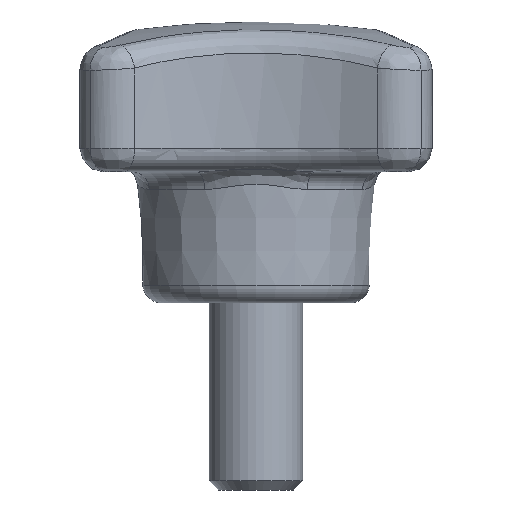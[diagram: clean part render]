
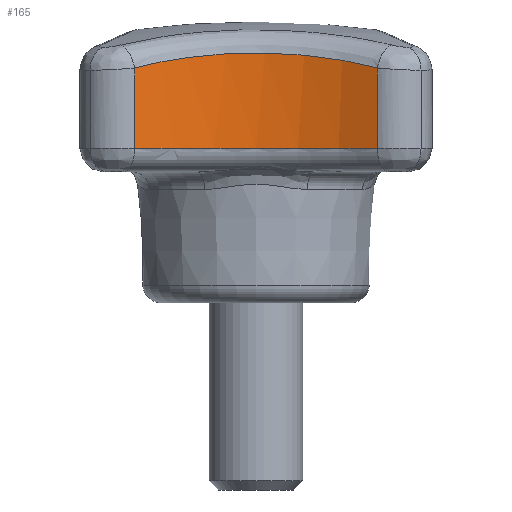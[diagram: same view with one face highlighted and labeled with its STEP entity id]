
A CAD part, left-side view. The second image highlights one B-rep face of the part: STEP entity #165.
In plain terms, the highlighted cylindrical face has radius 13.5 mm (diameter 27 mm), a partial arc.
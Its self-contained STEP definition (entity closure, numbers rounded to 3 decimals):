
#165 = ADVANCED_FACE( '', ( #340 ), #341, .F. );
#340 = FACE_OUTER_BOUND( '', #1961, .T. );
#341 = CYLINDRICAL_SURFACE( '', #1962, 13.5 );
#1961 = EDGE_LOOP( '', ( #3095, #3096, #3097, #3098 ) );
#1962 = AXIS2_PLACEMENT_3D( '', #3099, #3100, #3101 );
#3095 = ORIENTED_EDGE( '', *, *, #3328, .T. );
#3096 = ORIENTED_EDGE( '', *, *, #3301, .T. );
#3097 = ORIENTED_EDGE( '', *, *, #3282, .T. );
#3098 = ORIENTED_EDGE( '', *, *, #3248, .T. );
#3099 = CARTESIAN_POINT( '', ( -21., 0., 48.854 ) );
#3100 = DIRECTION( '', ( 0., 0., 1. ) );
#3101 = DIRECTION( '', ( -1., 0., 0. ) );
#3248 = EDGE_CURVE( '', #3461, #3466, #3468, .T. );
#3282 = EDGE_CURVE( '', #3520, #3461, #3521, .F. );
#3301 = EDGE_CURVE( '', #3529, #3520, #3543, .F. );
#3328 = EDGE_CURVE( '', #3466, #3529, #3574, .T. );
#3461 = VERTEX_POINT( '', #4141 );
#3466 = VERTEX_POINT( '', #4180 );
#3468 = B_SPLINE_CURVE_WITH_KNOTS( '', 3, ( #4182, #4183, #4184, #4185, #4186, #4187, #4188, #4189, #4190, #4191, #4192, #4193, #4194, #4195, #4196, #4197, #4198, #4199, #4200, #4201, #4202, #4203, #4204, #4205, #4206, #4207, #4208, #4209, #4210, #4211, #4212, #4213, #4214, #4215, #4216, #4217, #4218, #4219 ), .UNSPECIFIED., .F., .F., ( 4, 1, 1, 1, 2, 1, 1, 2, 2, 1, 1, 1, 2, 1, 1, 2, 2, 2, 1, 1, 2, 1, 2, 2, 1, 4 ), ( 0., 0.001, 0.002, 0.003, 0.003, 0.004, 0.004, 0.004, 0.004, 0.005, 0.006, 0.007, 0.008, 0.008, 0.008, 0.008, 0.008, 0.009, 0.01, 0.011, 0.012, 0.012, 0.012, 0.013, 0.013, 0.014 ), .UNSPECIFIED. );
#3520 = VERTEX_POINT( '', #4585 );
#3521 = LINE( '', #4586, #4587 );
#3529 = VERTEX_POINT( '', #4662 );
#3543 = CIRCLE( '', #4710, 13.5 );
#3574 = LINE( '', #4839, #4840 );
#4141 = CARTESIAN_POINT( '', ( -9.159, -6.485, 12.544 ) );
#4180 = CARTESIAN_POINT( '', ( -9.159, 6.484, 12.544 ) );
#4182 = CARTESIAN_POINT( '', ( -9.159, -6.485, 12.544 ) );
#4183 = CARTESIAN_POINT( '', ( -9.025, -6.24, 12.609 ) );
#4184 = CARTESIAN_POINT( '', ( -8.773, -5.743, 12.732 ) );
#4185 = CARTESIAN_POINT( '', ( -8.441, -4.976, 12.892 ) );
#4186 = CARTESIAN_POINT( '', ( -8.157, -4.188, 13.029 ) );
#4187 = CARTESIAN_POINT( '', ( -7.999, -3.649, 13.105 ) );
#4188 = CARTESIAN_POINT( '', ( -7.893, -3.238, 13.156 ) );
#4189 = CARTESIAN_POINT( '', ( -7.844, -3.032, 13.18 ) );
#4190 = CARTESIAN_POINT( '', ( -7.791, -2.789, 13.205 ) );
#4191 = CARTESIAN_POINT( '', ( -7.769, -2.684, 13.216 ) );
#4192 = CARTESIAN_POINT( '', ( -7.755, -2.614, 13.222 ) );
#4193 = CARTESIAN_POINT( '', ( -7.749, -2.579, 13.226 ) );
#4194 = CARTESIAN_POINT( '', ( -7.688, -2.263, 13.255 ) );
#4195 = CARTESIAN_POINT( '', ( -7.599, -1.701, 13.297 ) );
#4196 = CARTESIAN_POINT( '', ( -7.518, -0.856, 13.336 ) );
#4197 = CARTESIAN_POINT( '', ( -7.491, -0.009, 13.349 ) );
#4198 = CARTESIAN_POINT( '', ( -7.509, 0.558, 13.34 ) );
#4199 = CARTESIAN_POINT( '', ( -7.535, 0.984, 13.328 ) );
#4200 = CARTESIAN_POINT( '', ( -7.552, 1.197, 13.32 ) );
#4201 = CARTESIAN_POINT( '', ( -7.577, 1.445, 13.308 ) );
#4202 = CARTESIAN_POINT( '', ( -7.589, 1.552, 13.302 ) );
#4203 = CARTESIAN_POINT( '', ( -7.598, 1.623, 13.298 ) );
#4204 = CARTESIAN_POINT( '', ( -7.602, 1.659, 13.296 ) );
#4205 = CARTESIAN_POINT( '', ( -7.643, 1.978, 13.276 ) );
#4206 = CARTESIAN_POINT( '', ( -7.687, 2.259, 13.255 ) );
#4207 = CARTESIAN_POINT( '', ( -7.794, 2.815, 13.204 ) );
#4208 = CARTESIAN_POINT( '', ( -7.917, 3.365, 13.145 ) );
#4209 = CARTESIAN_POINT( '', ( -8.152, 4.173, 13.032 ) );
#4210 = CARTESIAN_POINT( '', ( -8.342, 4.7, 12.94 ) );
#4211 = CARTESIAN_POINT( '', ( -8.496, 5.092, 12.866 ) );
#4212 = CARTESIAN_POINT( '', ( -8.563, 5.254, 12.833 ) );
#4213 = CARTESIAN_POINT( '', ( -8.634, 5.415, 12.799 ) );
#4214 = CARTESIAN_POINT( '', ( -8.662, 5.479, 12.786 ) );
#4215 = CARTESIAN_POINT( '', ( -8.676, 5.512, 12.779 ) );
#4216 = CARTESIAN_POINT( '', ( -8.72, 5.608, 12.758 ) );
#4217 = CARTESIAN_POINT( '', ( -8.866, 5.927, 12.687 ) );
#4218 = CARTESIAN_POINT( '', ( -9.025, 6.239, 12.61 ) );
#4219 = CARTESIAN_POINT( '', ( -9.159, 6.484, 12.544 ) );
#4585 = CARTESIAN_POINT( '', ( -9.159, -6.485, 8.25 ) );
#4586 = CARTESIAN_POINT( '', ( -9.159, -6.485, 48.854 ) );
#4587 = VECTOR( '', #5274, 1000. );
#4662 = CARTESIAN_POINT( '', ( -9.159, 6.484, 8.25 ) );
#4710 = AXIS2_PLACEMENT_3D( '', #5299, #5300, #5301 );
#4839 = CARTESIAN_POINT( '', ( -9.159, 6.484, 48.854 ) );
#4840 = VECTOR( '', #5330, 1000. );
#5274 = DIRECTION( '', ( 0., 0., -1. ) );
#5299 = CARTESIAN_POINT( '', ( -21., 0., 8.25 ) );
#5300 = DIRECTION( '', ( 0., 0., 1. ) );
#5301 = DIRECTION( '', ( 1., 0., 0. ) );
#5330 = DIRECTION( '', ( 0., 0., -1. ) );
